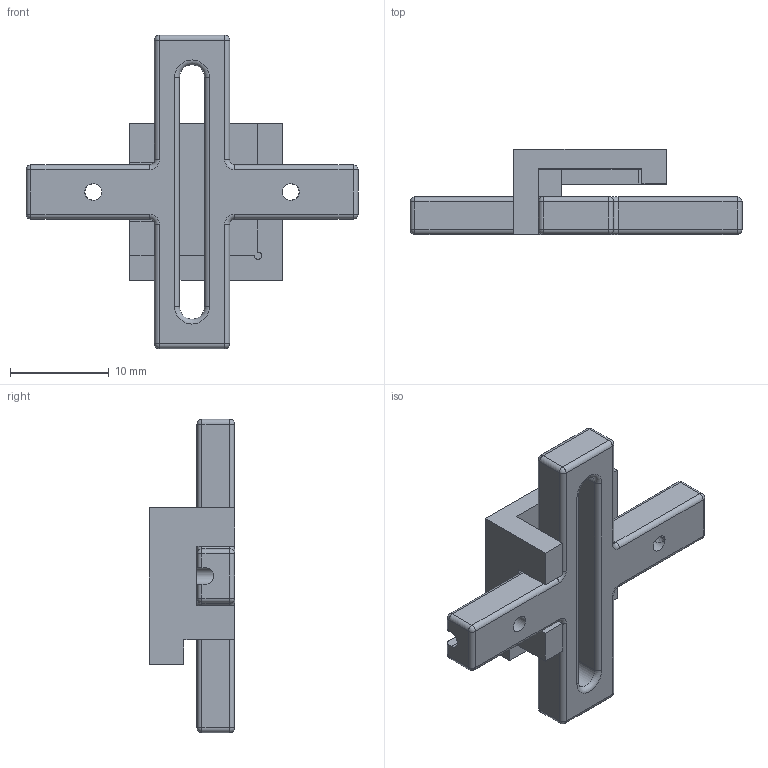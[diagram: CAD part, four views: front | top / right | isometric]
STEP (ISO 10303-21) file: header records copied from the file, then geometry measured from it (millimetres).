
FILE_DESCRIPTION(/* description */ (''),/* implementation_level */ '2;1');
FILE_NAME(/* name */ 'Force Gauge.step',/* time_stamp */ '2019-03-27T20:35:42-04:00',/* author */ ('mdombro'),/* organization */ (''),/* preprocessor_version */ 'ST-DEVELOPER v17.2',/* originating_system */ 'Autodesk Translation Framework v7.6.0.251',/* authorisation */ '');
FILE_SCHEMA (('AUTOMOTIVE_DESIGN { 1 0 10303 214 3 1 1 }'));
Length unit declared in the file: millimetre
Products named in the file (1): YASG
Bounding box: 33.62 x 8.63 x 31.75 mm (x, y, z)
Volume: 1954.5 mm3; surface area: 2240.6 mm2
Topology: 2 solids, 2 shells, 120 faces, 280 edges, 159 vertices
Faces by surface type: cylinder 48, plane 44, sphere 16, torus 10, bspline 2
Full cylindrical faces by diameter (mm): 1.7 x2
Entity records: 3455 total; most frequent: CARTESIAN_POINT 654, DIRECTION 624, ORIENTED_EDGE 552, EDGE_CURVE 276, AXIS2_PLACEMENT_3D 229, LINE 166, VECTOR 166, VERTEX_POINT 159
